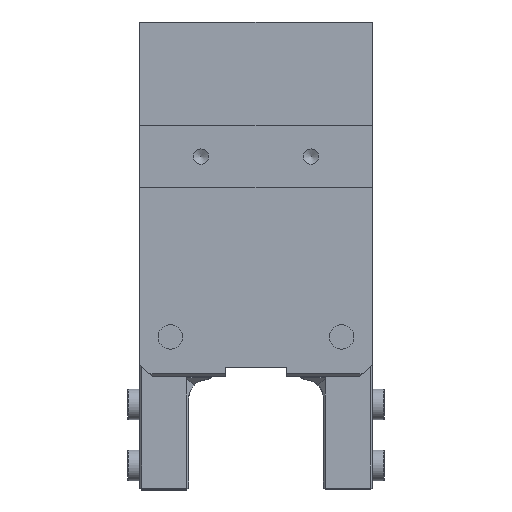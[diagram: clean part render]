
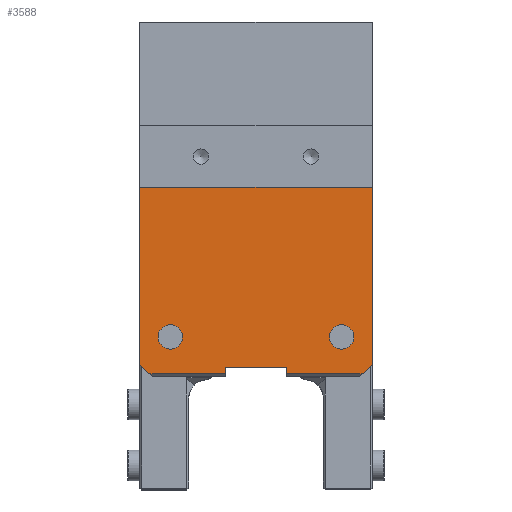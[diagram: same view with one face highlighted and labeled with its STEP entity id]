
A CAD part, top view. The second image highlights one B-rep face of the part: STEP entity #3588.
In plain terms, the highlighted planar face has unit normal (0, 0, 1).
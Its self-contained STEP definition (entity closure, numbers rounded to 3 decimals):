
#79=FACE_BOUND('',#461,.T.);
#80=FACE_BOUND('',#462,.T.);
#121=PLANE('',#3869);
#268=FACE_OUTER_BOUND('',#460,.T.);
#460=EDGE_LOOP('',(#2523,#2524,#2525,#2526,#2527,#2528,#2529,#2530,#2531,
#2532));
#461=EDGE_LOOP('',(#2533,#2534));
#462=EDGE_LOOP('',(#2535,#2536));
#691=LINE('',#5416,#1046);
#701=LINE('',#5442,#1056);
#705=LINE('',#5458,#1060);
#706=LINE('',#5460,#1061);
#707=LINE('',#5462,#1062);
#708=LINE('',#5464,#1063);
#709=LINE('',#5466,#1064);
#710=LINE('',#5468,#1065);
#711=LINE('',#5470,#1066);
#712=LINE('',#5471,#1067);
#1046=VECTOR('',#4255,1000.);
#1056=VECTOR('',#4279,1000.);
#1060=VECTOR('',#4295,1000.);
#1061=VECTOR('',#4296,1000.);
#1062=VECTOR('',#4297,1000.);
#1063=VECTOR('',#4298,1000.);
#1064=VECTOR('',#4299,1000.);
#1065=VECTOR('',#4300,1000.);
#1066=VECTOR('',#4301,1000.);
#1067=VECTOR('',#4302,1000.);
#1402=CIRCLE('',#3870,2.);
#1403=CIRCLE('',#3871,2.);
#1404=CIRCLE('',#3872,2.);
#1405=CIRCLE('',#3873,2.);
#1573=VERTEX_POINT('',#5413);
#1574=VERTEX_POINT('',#5415);
#1583=VERTEX_POINT('',#5441);
#1589=VERTEX_POINT('',#5457);
#1590=VERTEX_POINT('',#5459);
#1591=VERTEX_POINT('',#5461);
#1592=VERTEX_POINT('',#5463);
#1593=VERTEX_POINT('',#5465);
#1594=VERTEX_POINT('',#5467);
#1595=VERTEX_POINT('',#5469);
#1596=VERTEX_POINT('',#5472);
#1597=VERTEX_POINT('',#5473);
#1598=VERTEX_POINT('',#5476);
#1599=VERTEX_POINT('',#5477);
#1948=EDGE_CURVE('',#1574,#1573,#691,.T.);
#1961=EDGE_CURVE('',#1583,#1574,#701,.T.);
#1969=EDGE_CURVE('',#1589,#1583,#705,.T.);
#1970=EDGE_CURVE('',#1573,#1590,#706,.T.);
#1971=EDGE_CURVE('',#1591,#1590,#707,.T.);
#1972=EDGE_CURVE('',#1591,#1592,#708,.T.);
#1973=EDGE_CURVE('',#1592,#1593,#709,.T.);
#1974=EDGE_CURVE('',#1593,#1594,#710,.T.);
#1975=EDGE_CURVE('',#1595,#1594,#711,.T.);
#1976=EDGE_CURVE('',#1595,#1589,#712,.T.);
#1977=EDGE_CURVE('',#1596,#1597,#1402,.T.);
#1978=EDGE_CURVE('',#1597,#1596,#1403,.T.);
#1979=EDGE_CURVE('',#1598,#1599,#1404,.T.);
#1980=EDGE_CURVE('',#1599,#1598,#1405,.T.);
#2523=ORIENTED_EDGE('',*,*,#1969,.T.);
#2524=ORIENTED_EDGE('',*,*,#1961,.T.);
#2525=ORIENTED_EDGE('',*,*,#1948,.T.);
#2526=ORIENTED_EDGE('',*,*,#1970,.T.);
#2527=ORIENTED_EDGE('',*,*,#1971,.F.);
#2528=ORIENTED_EDGE('',*,*,#1972,.T.);
#2529=ORIENTED_EDGE('',*,*,#1973,.T.);
#2530=ORIENTED_EDGE('',*,*,#1974,.T.);
#2531=ORIENTED_EDGE('',*,*,#1975,.F.);
#2532=ORIENTED_EDGE('',*,*,#1976,.T.);
#2533=ORIENTED_EDGE('',*,*,#1977,.F.);
#2534=ORIENTED_EDGE('',*,*,#1978,.F.);
#2535=ORIENTED_EDGE('',*,*,#1979,.F.);
#2536=ORIENTED_EDGE('',*,*,#1980,.F.);
#3588=ADVANCED_FACE('',(#268,#79,#80),#121,.T.);
#3869=AXIS2_PLACEMENT_3D('',#5456,#4293,#4294);
#3870=AXIS2_PLACEMENT_3D('',#5474,#4303,#4304);
#3871=AXIS2_PLACEMENT_3D('',#5475,#4305,#4306);
#3872=AXIS2_PLACEMENT_3D('',#5478,#4307,#4308);
#3873=AXIS2_PLACEMENT_3D('',#5479,#4309,#4310);
#4255=DIRECTION('',(0.,-1.,0.));
#4279=DIRECTION('',(-1.,0.,0.));
#4293=DIRECTION('center_axis',(0.,0.,1.));
#4294=DIRECTION('ref_axis',(1.,0.,0.));
#4295=DIRECTION('',(0.,1.,0.));
#4296=DIRECTION('',(0.707,-0.707,0.));
#4297=DIRECTION('',(-1.,0.,0.));
#4298=DIRECTION('',(0.,1.,0.));
#4299=DIRECTION('',(1.,0.,0.));
#4300=DIRECTION('',(0.,-1.,0.));
#4301=DIRECTION('',(-1.,0.,0.));
#4302=DIRECTION('',(0.707,0.707,0.));
#4303=DIRECTION('center_axis',(0.,0.,1.));
#4304=DIRECTION('ref_axis',(1.,0.,0.));
#4305=DIRECTION('center_axis',(0.,0.,1.));
#4306=DIRECTION('ref_axis',(1.,0.,0.));
#4307=DIRECTION('center_axis',(0.,0.,1.));
#4308=DIRECTION('ref_axis',(1.,0.,0.));
#4309=DIRECTION('center_axis',(0.,0.,1.));
#4310=DIRECTION('ref_axis',(1.,0.,0.));
#5413=CARTESIAN_POINT('',(-19.,2.,13.));
#5415=CARTESIAN_POINT('',(-19.,31.,13.));
#5416=CARTESIAN_POINT('',(-19.,58.,13.));
#5441=CARTESIAN_POINT('',(19.,31.,13.));
#5442=CARTESIAN_POINT('',(19.,31.,13.));
#5456=CARTESIAN_POINT('Origin',(-19.,0.,13.));
#5457=CARTESIAN_POINT('',(19.,2.,13.));
#5458=CARTESIAN_POINT('',(19.,58.,13.));
#5459=CARTESIAN_POINT('',(-17.5,0.5,13.));
#5460=CARTESIAN_POINT('',(-19.,2.,13.));
#5461=CARTESIAN_POINT('',(-5.,0.5,13.));
#5462=CARTESIAN_POINT('',(19.,0.5,13.));
#5463=CARTESIAN_POINT('',(-5.,1.5,13.));
#5464=CARTESIAN_POINT('',(-5.,1.5,13.));
#5465=CARTESIAN_POINT('',(5.,1.5,13.));
#5466=CARTESIAN_POINT('',(-5.,1.5,13.));
#5467=CARTESIAN_POINT('',(5.,0.5,13.));
#5468=CARTESIAN_POINT('',(5.,1.5,13.));
#5469=CARTESIAN_POINT('',(17.5,0.5,13.));
#5470=CARTESIAN_POINT('',(19.,0.5,13.));
#5471=CARTESIAN_POINT('',(17.,0.,13.));
#5472=CARTESIAN_POINT('',(-16.,6.5,13.));
#5473=CARTESIAN_POINT('',(-12.,6.5,13.));
#5474=CARTESIAN_POINT('Origin',(-14.,6.5,13.));
#5475=CARTESIAN_POINT('Origin',(-14.,6.5,13.));
#5476=CARTESIAN_POINT('',(12.,6.5,13.));
#5477=CARTESIAN_POINT('',(16.,6.5,13.));
#5478=CARTESIAN_POINT('Origin',(14.,6.5,13.));
#5479=CARTESIAN_POINT('Origin',(14.,6.5,13.));
